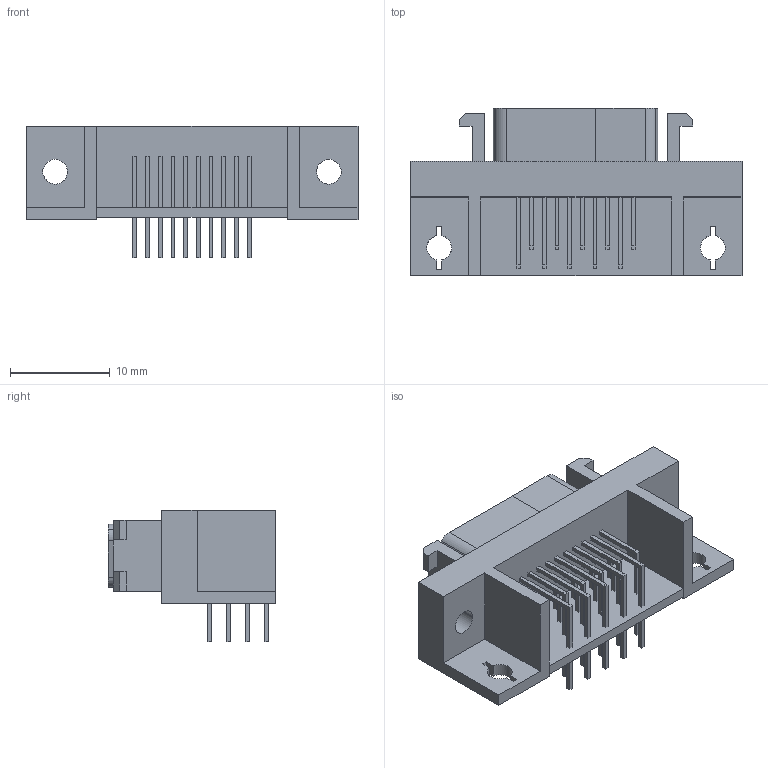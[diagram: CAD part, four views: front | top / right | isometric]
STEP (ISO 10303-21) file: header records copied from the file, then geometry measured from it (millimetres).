
FILE_DESCRIPTION((''),'2;1');
FILE_NAME('3M_N10220-5212PC.stp','2009-10-14T15:32:59',(''),(''),'Mechanical Desktop 2006','Mechanical Desktop 2006',', , ');
FILE_SCHEMA(('AUTOMOTIVE_DESIGN { 1 2 10303 214 0 1 1 1 }'));
Length unit declared in the file: millimetre
Products named in the file (1): Product
Bounding box: 33.27 x 16.76 x 13.21 mm (x, y, z)
Volume: 1989.9 mm3; surface area: 3577.8 mm2
Topology: 47 solids, 47 shells, 474 faces, 1288 edges, 1060 vertices
Faces by surface type: plane 442, cylinder 32
Entity records: 14790 total; most frequent: CARTESIAN_POINT 3131, ORIENTED_EDGE 2276, DIRECTION 2146, EDGE_CURVE 1138, VECTOR 1096, LINE 1096, VERTEX_POINT 762, AXIS2_PLACEMENT_3D 525
